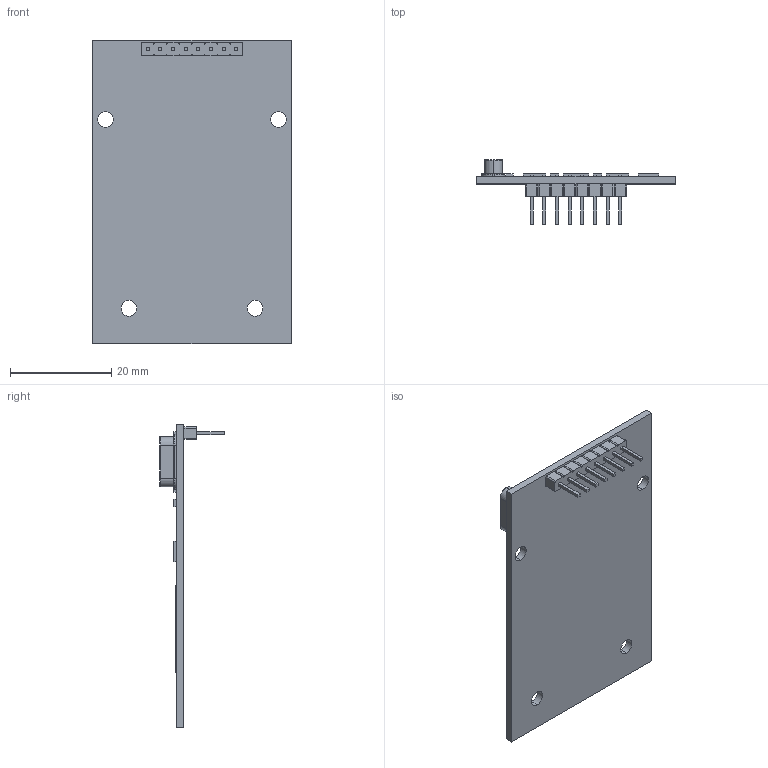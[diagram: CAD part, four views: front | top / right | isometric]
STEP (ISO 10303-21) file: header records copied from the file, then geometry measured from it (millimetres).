
FILE_DESCRIPTION (( 'STEP AP214' ), '1' );
FILE_NAME ('RC522.STEP', '2022-07-27T08:47:02', ( '' ), ( '' ), 'SwSTEP 2.0', 'SolidWorks 2020', '' );
FILE_SCHEMA (( 'AUTOMOTIVE_DESIGN' ));
Length unit declared in the file: millimetre
Products named in the file (1): RC522
Bounding box: 39.2 x 12.8 x 59.9 mm (x, y, z)
Volume: 3807.7 mm3; surface area: 5453.1 mm2
Topology: 1 solids, 1 shells, 362 faces, 894 edges, 588 vertices
Faces by surface type: plane 262, cylinder 88, torus 12
Entity records: 14600 total; most frequent: CARTESIAN_POINT 1845, DIRECTION 1808, ORIENTED_EDGE 1788, EDGE_CURVE 894, VECTOR 706, LINE 706, VERTEX_POINT 588, AXIS2_PLACEMENT_3D 551
